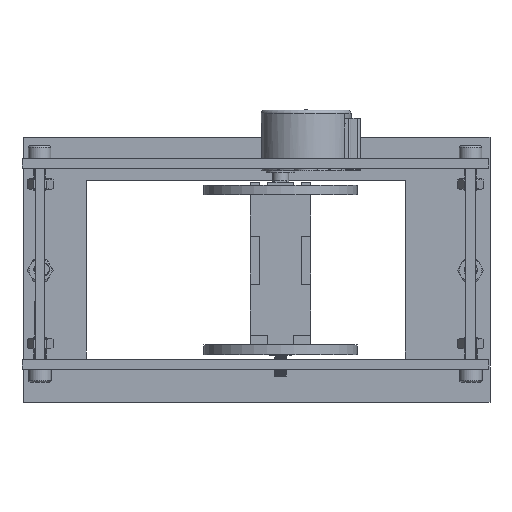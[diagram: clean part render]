
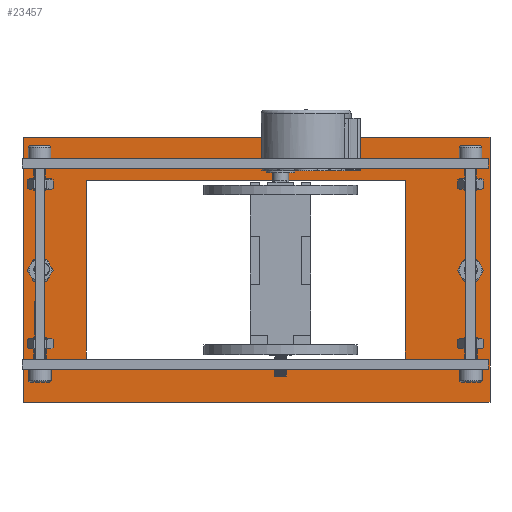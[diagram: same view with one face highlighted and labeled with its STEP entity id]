
A CAD part, front view. The second image highlights one B-rep face of the part: STEP entity #23457.
In plain terms, the highlighted face is planar.
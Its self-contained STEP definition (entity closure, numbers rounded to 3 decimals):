
#1048=FACE_BOUND('',#4282,.T.);
#1049=FACE_BOUND('',#4283,.T.);
#1050=FACE_BOUND('',#4284,.T.);
#1051=FACE_BOUND('',#4285,.T.);
#1052=FACE_BOUND('',#4286,.T.);
#1053=FACE_BOUND('',#4287,.T.);
#1054=FACE_BOUND('',#4288,.T.);
#1655=PLANE('',#25532);
#2805=FACE_OUTER_BOUND('',#4281,.T.);
#4281=EDGE_LOOP('',(#20504,#20505,#20506,#20507));
#4282=EDGE_LOOP('',(#20508,#20509,#20510,#20511));
#4283=EDGE_LOOP('',(#20512,#20513,#20514,#20515));
#4284=EDGE_LOOP('',(#20516,#20517,#20518,#20519));
#4285=EDGE_LOOP('',(#20520));
#4286=EDGE_LOOP('',(#20521));
#4287=EDGE_LOOP('',(#20522,#20523,#20524,#20525));
#4288=EDGE_LOOP('',(#20526,#20527,#20528,#20529));
#6270=LINE('',#38020,#8595);
#6272=LINE('',#38024,#8597);
#6276=LINE('',#38032,#8601);
#6279=LINE('',#38036,#8604);
#6280=LINE('',#38040,#8605);
#6281=LINE('',#38042,#8606);
#6282=LINE('',#38044,#8607);
#6283=LINE('',#38045,#8608);
#6284=LINE('',#38048,#8609);
#6285=LINE('',#38050,#8610);
#6286=LINE('',#38052,#8611);
#6287=LINE('',#38053,#8612);
#6288=LINE('',#38056,#8613);
#6289=LINE('',#38058,#8614);
#6290=LINE('',#38060,#8615);
#6291=LINE('',#38061,#8616);
#6292=LINE('',#38064,#8617);
#6293=LINE('',#38066,#8618);
#6294=LINE('',#38068,#8619);
#6295=LINE('',#38069,#8620);
#6296=LINE('',#38076,#8621);
#6297=LINE('',#38078,#8622);
#6298=LINE('',#38080,#8623);
#6299=LINE('',#38081,#8624);
#8595=VECTOR('',#31104,10.);
#8597=VECTOR('',#31108,10.);
#8601=VECTOR('',#31114,10.);
#8604=VECTOR('',#31119,10.);
#8605=VECTOR('',#31122,10.);
#8606=VECTOR('',#31123,10.);
#8607=VECTOR('',#31124,10.);
#8608=VECTOR('',#31125,10.);
#8609=VECTOR('',#31126,10.);
#8610=VECTOR('',#31127,10.);
#8611=VECTOR('',#31128,10.);
#8612=VECTOR('',#31129,10.);
#8613=VECTOR('',#31130,10.);
#8614=VECTOR('',#31131,10.);
#8615=VECTOR('',#31132,10.);
#8616=VECTOR('',#31133,10.);
#8617=VECTOR('',#31134,10.);
#8618=VECTOR('',#31135,10.);
#8619=VECTOR('',#31136,10.);
#8620=VECTOR('',#31137,10.);
#8621=VECTOR('',#31142,10.);
#8622=VECTOR('',#31143,10.);
#8623=VECTOR('',#31144,10.);
#8624=VECTOR('',#31145,10.);
#9955=CIRCLE('',#25533,2.1);
#9956=CIRCLE('',#25534,2.1);
#11620=VERTEX_POINT('',#38017);
#11621=VERTEX_POINT('',#38019);
#11622=VERTEX_POINT('',#38023);
#11625=VERTEX_POINT('',#38031);
#11626=VERTEX_POINT('',#38038);
#11627=VERTEX_POINT('',#38039);
#11628=VERTEX_POINT('',#38041);
#11629=VERTEX_POINT('',#38043);
#11630=VERTEX_POINT('',#38046);
#11631=VERTEX_POINT('',#38047);
#11632=VERTEX_POINT('',#38049);
#11633=VERTEX_POINT('',#38051);
#11634=VERTEX_POINT('',#38054);
#11635=VERTEX_POINT('',#38055);
#11636=VERTEX_POINT('',#38057);
#11637=VERTEX_POINT('',#38059);
#11638=VERTEX_POINT('',#38062);
#11639=VERTEX_POINT('',#38063);
#11640=VERTEX_POINT('',#38065);
#11641=VERTEX_POINT('',#38067);
#11642=VERTEX_POINT('',#38070);
#11643=VERTEX_POINT('',#38072);
#11644=VERTEX_POINT('',#38074);
#11645=VERTEX_POINT('',#38075);
#11646=VERTEX_POINT('',#38077);
#11647=VERTEX_POINT('',#38079);
#14664=EDGE_CURVE('',#11620,#11621,#6270,.T.);
#14666=EDGE_CURVE('',#11622,#11621,#6272,.T.);
#14670=EDGE_CURVE('',#11622,#11625,#6276,.T.);
#14673=EDGE_CURVE('',#11620,#11625,#6279,.T.);
#14674=EDGE_CURVE('',#11626,#11627,#6280,.T.);
#14675=EDGE_CURVE('',#11628,#11626,#6281,.T.);
#14676=EDGE_CURVE('',#11629,#11628,#6282,.T.);
#14677=EDGE_CURVE('',#11627,#11629,#6283,.T.);
#14678=EDGE_CURVE('',#11630,#11631,#6284,.T.);
#14679=EDGE_CURVE('',#11631,#11632,#6285,.T.);
#14680=EDGE_CURVE('',#11632,#11633,#6286,.T.);
#14681=EDGE_CURVE('',#11630,#11633,#6287,.T.);
#14682=EDGE_CURVE('',#11634,#11635,#6288,.T.);
#14683=EDGE_CURVE('',#11635,#11636,#6289,.T.);
#14684=EDGE_CURVE('',#11636,#11637,#6290,.T.);
#14685=EDGE_CURVE('',#11637,#11634,#6291,.T.);
#14686=EDGE_CURVE('',#11638,#11639,#6292,.T.);
#14687=EDGE_CURVE('',#11639,#11640,#6293,.T.);
#14688=EDGE_CURVE('',#11640,#11641,#6294,.T.);
#14689=EDGE_CURVE('',#11638,#11641,#6295,.T.);
#14690=EDGE_CURVE('',#11642,#11642,#9955,.T.);
#14691=EDGE_CURVE('',#11643,#11643,#9956,.T.);
#14692=EDGE_CURVE('',#11644,#11645,#6296,.T.);
#14693=EDGE_CURVE('',#11645,#11646,#6297,.T.);
#14694=EDGE_CURVE('',#11646,#11647,#6298,.T.);
#14695=EDGE_CURVE('',#11647,#11644,#6299,.T.);
#20504=ORIENTED_EDGE('',*,*,#14674,.F.);
#20505=ORIENTED_EDGE('',*,*,#14675,.F.);
#20506=ORIENTED_EDGE('',*,*,#14676,.F.);
#20507=ORIENTED_EDGE('',*,*,#14677,.F.);
#20508=ORIENTED_EDGE('',*,*,#14678,.T.);
#20509=ORIENTED_EDGE('',*,*,#14679,.T.);
#20510=ORIENTED_EDGE('',*,*,#14680,.T.);
#20511=ORIENTED_EDGE('',*,*,#14681,.F.);
#20512=ORIENTED_EDGE('',*,*,#14682,.T.);
#20513=ORIENTED_EDGE('',*,*,#14683,.T.);
#20514=ORIENTED_EDGE('',*,*,#14684,.T.);
#20515=ORIENTED_EDGE('',*,*,#14685,.T.);
#20516=ORIENTED_EDGE('',*,*,#14686,.T.);
#20517=ORIENTED_EDGE('',*,*,#14687,.T.);
#20518=ORIENTED_EDGE('',*,*,#14688,.T.);
#20519=ORIENTED_EDGE('',*,*,#14689,.F.);
#20520=ORIENTED_EDGE('',*,*,#14690,.T.);
#20521=ORIENTED_EDGE('',*,*,#14691,.T.);
#20522=ORIENTED_EDGE('',*,*,#14692,.T.);
#20523=ORIENTED_EDGE('',*,*,#14693,.T.);
#20524=ORIENTED_EDGE('',*,*,#14694,.T.);
#20525=ORIENTED_EDGE('',*,*,#14695,.T.);
#20526=ORIENTED_EDGE('',*,*,#14670,.F.);
#20527=ORIENTED_EDGE('',*,*,#14666,.T.);
#20528=ORIENTED_EDGE('',*,*,#14664,.F.);
#20529=ORIENTED_EDGE('',*,*,#14673,.T.);
#23457=ADVANCED_FACE('',(#2805,#1048,#1049,#1050,#1051,#1052,#1053,#1054),
#1655,.T.);
#25532=AXIS2_PLACEMENT_3D('',#38037,#31120,#31121);
#25533=AXIS2_PLACEMENT_3D('',#38071,#31138,#31139);
#25534=AXIS2_PLACEMENT_3D('',#38073,#31140,#31141);
#31104=DIRECTION('',(-1.,0.,0.));
#31108=DIRECTION('',(0.,1.,0.));
#31114=DIRECTION('',(1.,0.,0.));
#31119=DIRECTION('',(0.,-1.,0.));
#31120=DIRECTION('center_axis',(0.,0.,1.));
#31121=DIRECTION('ref_axis',(1.,0.,0.));
#31122=DIRECTION('',(0.,-1.,0.));
#31123=DIRECTION('',(1.,0.,0.));
#31124=DIRECTION('',(0.,1.,0.));
#31125=DIRECTION('',(-1.,0.,0.));
#31126=DIRECTION('',(-1.,0.,0.));
#31127=DIRECTION('',(0.,1.,0.));
#31128=DIRECTION('',(1.,0.,0.));
#31129=DIRECTION('',(0.,1.,0.));
#31130=DIRECTION('',(0.,-1.,0.));
#31131=DIRECTION('',(-1.,0.,0.));
#31132=DIRECTION('',(0.,1.,0.));
#31133=DIRECTION('',(1.,0.,0.));
#31134=DIRECTION('',(-1.,0.,0.));
#31135=DIRECTION('',(0.,1.,0.));
#31136=DIRECTION('',(1.,0.,0.));
#31137=DIRECTION('',(0.,1.,0.));
#31138=DIRECTION('center_axis',(0.,0.,-1.));
#31139=DIRECTION('ref_axis',(1.,0.,0.));
#31140=DIRECTION('center_axis',(0.,0.,-1.));
#31141=DIRECTION('ref_axis',(1.,0.,0.));
#31142=DIRECTION('',(0.,-1.,0.));
#31143=DIRECTION('',(-1.,0.,0.));
#31144=DIRECTION('',(0.,1.,0.));
#31145=DIRECTION('',(1.,0.,0.));
#38017=CARTESIAN_POINT('',(32.288,65.511,3.));
#38019=CARTESIAN_POINT('',(-67.712,65.511,3.));
#38020=CARTESIAN_POINT('',(-39.962,65.511,3.));
#38023=CARTESIAN_POINT('',(-67.712,9.511,3.));
#38024=CARTESIAN_POINT('',(-67.712,24.011,3.));
#38031=CARTESIAN_POINT('',(32.288,9.511,3.));
#38032=CARTESIAN_POINT('',(-65.712,9.511,3.));
#38036=CARTESIAN_POINT('',(32.288,9.011,3.));
#38037=CARTESIAN_POINT('Origin',(-14.212,39.011,3.));
#38038=CARTESIAN_POINT('',(58.788,79.011,3.));
#38039=CARTESIAN_POINT('',(58.788,-3.989,3.));
#38040=CARTESIAN_POINT('',(58.788,0.011,3.));
#38041=CARTESIAN_POINT('',(-87.212,79.011,3.));
#38042=CARTESIAN_POINT('',(58.788,79.011,3.));
#38043=CARTESIAN_POINT('',(-87.212,-3.989,3.));
#38044=CARTESIAN_POINT('',(-87.212,78.011,3.));
#38045=CARTESIAN_POINT('',(-87.212,-3.989,3.));
#38046=CARTESIAN_POINT('',(-80.712,47.511,3.));
#38047=CARTESIAN_POINT('',(-83.712,47.511,3.));
#38048=CARTESIAN_POINT('',(-79.712,47.511,3.));
#38049=CARTESIAN_POINT('',(-83.712,65.511,3.));
#38050=CARTESIAN_POINT('',(-83.712,43.261,3.));
#38051=CARTESIAN_POINT('',(-80.712,65.511,3.));
#38052=CARTESIAN_POINT('',(-48.462,65.511,3.));
#38053=CARTESIAN_POINT('',(-80.712,65.511,3.));
#38054=CARTESIAN_POINT('',(54.388,27.511,3.));
#38055=CARTESIAN_POINT('',(54.388,9.111,3.));
#38056=CARTESIAN_POINT('',(54.388,9.111,3.));
#38057=CARTESIAN_POINT('',(51.188,9.111,3.));
#38058=CARTESIAN_POINT('',(51.188,9.111,3.));
#38059=CARTESIAN_POINT('',(51.188,27.511,3.));
#38060=CARTESIAN_POINT('',(51.188,27.511,3.));
#38061=CARTESIAN_POINT('',(54.388,27.511,3.));
#38062=CARTESIAN_POINT('',(-80.612,9.111,3.));
#38063=CARTESIAN_POINT('',(-83.812,9.111,3.));
#38064=CARTESIAN_POINT('',(-79.612,9.111,3.));
#38065=CARTESIAN_POINT('',(-83.812,27.511,3.));
#38066=CARTESIAN_POINT('',(-83.812,24.061,3.));
#38067=CARTESIAN_POINT('',(-80.612,27.511,3.));
#38068=CARTESIAN_POINT('',(-48.512,27.511,3.));
#38069=CARTESIAN_POINT('',(-80.612,27.511,3.));
#38070=CARTESIAN_POINT('',(-83.312,37.511,3.));
#38071=CARTESIAN_POINT('Origin',(-81.212,37.511,3.));
#38072=CARTESIAN_POINT('',(50.688,37.511,3.));
#38073=CARTESIAN_POINT('Origin',(52.788,37.511,3.));
#38074=CARTESIAN_POINT('',(54.288,65.511,3.));
#38075=CARTESIAN_POINT('',(54.288,47.511,3.));
#38076=CARTESIAN_POINT('',(54.288,47.511,3.));
#38077=CARTESIAN_POINT('',(51.288,47.511,3.));
#38078=CARTESIAN_POINT('',(51.288,47.511,3.));
#38079=CARTESIAN_POINT('',(51.288,65.511,3.));
#38080=CARTESIAN_POINT('',(51.288,65.511,3.));
#38081=CARTESIAN_POINT('',(54.288,65.511,3.));
